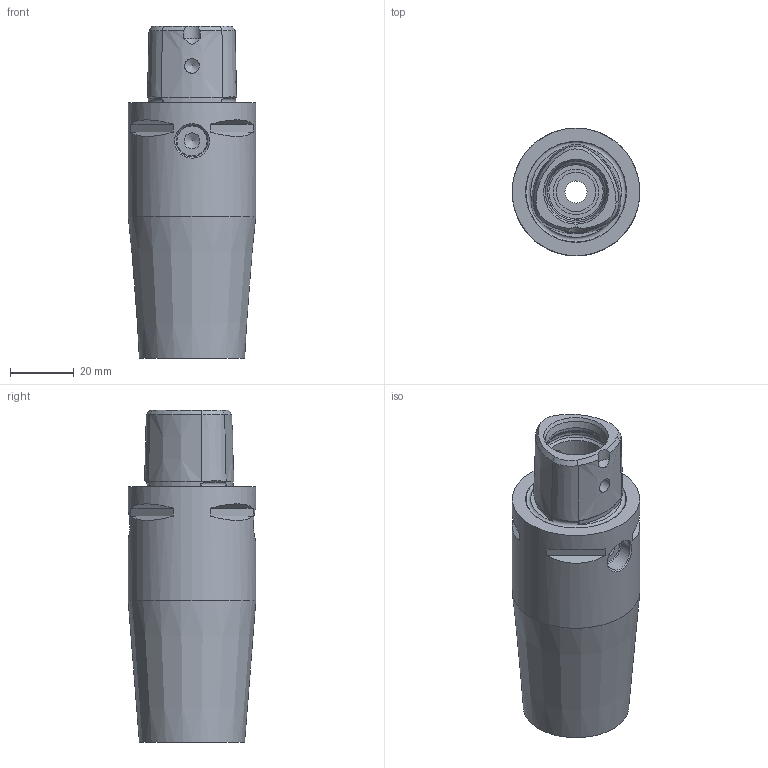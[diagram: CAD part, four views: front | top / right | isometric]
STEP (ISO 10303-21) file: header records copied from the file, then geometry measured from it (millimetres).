
FILE_DESCRIPTION(/* description */ (''),/* implementation_level */ '2;1');
FILE_NAME(/* name */ '04_18_31.stp',/* time_stamp */ '2022-05-31T09:15:13+02:00',/* author */ ('cad'),/* organization */ (''),/* preprocessor_version */ 'ST-DEVELOPER v18.1',/* originating_system */ 'Autodesk Inventor 2021',/* authorisation */ '');
FILE_SCHEMA (('AUTOMOTIVE_DESIGN { 1 0 10303 214 3 1 1 }'));
Length unit declared in the file: millimetre
Products named in the file (1): 04_18_31
Bounding box: 40 x 40 x 104 mm (x, y, z)
Volume: 83578.3 mm3; surface area: 19086.9 mm2
Topology: 1 solids, 1 shells, 90 faces, 242 edges, 163 vertices
Faces by surface type: cylinder 30, cone 29, plane 27, torus 3, bspline 1
Full cylindrical faces by diameter (mm): 4.6 x2, 5 x1, 6.917 x1, 9 x1, 10 x1, 12.376 x1, 14.3 x1, 18 x3, 18.5 x1, 20 x1, 40 x1
Entity records: 3330 total; most frequent: CARTESIAN_POINT 987, DIRECTION 499, ORIENTED_EDGE 480, EDGE_CURVE 240, AXIS2_PLACEMENT_3D 216, VERTEX_POINT 164, CIRCLE 118, EDGE_LOOP 106
